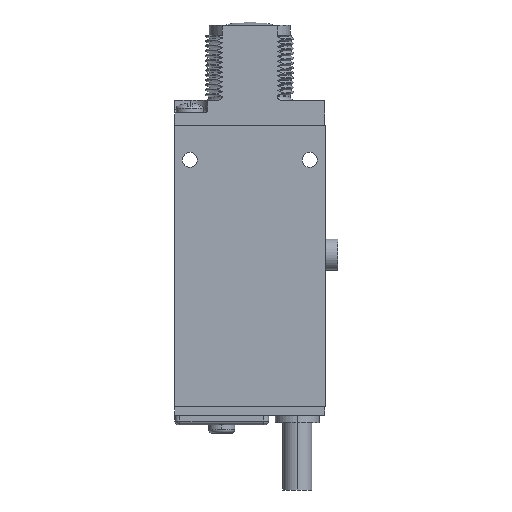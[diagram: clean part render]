
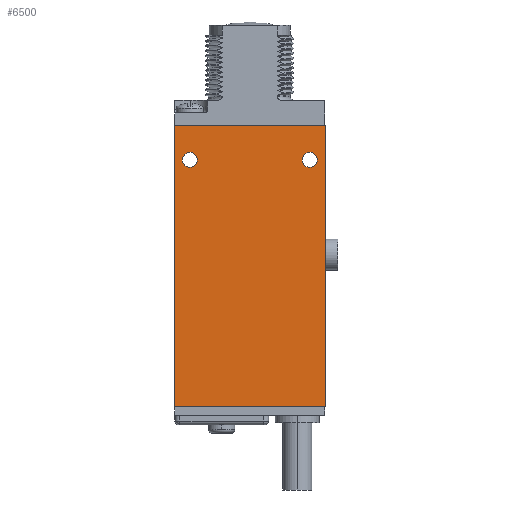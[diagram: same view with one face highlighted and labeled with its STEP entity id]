
A CAD part, left-side view. The second image highlights one B-rep face of the part: STEP entity #6500.
In plain terms, the highlighted planar face has unit normal (-1, 0, 0).
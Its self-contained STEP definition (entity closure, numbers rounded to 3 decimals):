
#1=DIRECTION('',(0.,0.,-1.));
#2=VECTOR('',#1,57.15);
#3=CARTESIAN_POINT('',(-6.096,0.,0.));
#4=LINE('',#3,#2);
#5=DIRECTION('',(0.,1.,0.));
#6=VECTOR('',#5,30.734);
#7=CARTESIAN_POINT('',(-6.096,0.,-57.15));
#8=LINE('',#7,#6);
#9=DIRECTION('',(0.,0.,1.));
#10=VECTOR('',#9,57.15);
#11=CARTESIAN_POINT('',(-6.096,30.734,-57.15));
#12=LINE('',#11,#10);
#13=DIRECTION('',(0.,-1.,0.));
#14=VECTOR('',#13,30.734);
#15=CARTESIAN_POINT('',(-6.096,30.734,0.));
#16=LINE('',#15,#14);
#17=CARTESIAN_POINT('',(-6.096,27.559,-6.985));
#18=DIRECTION('',(1.,0.,0.));
#19=DIRECTION('',(0.,0.,-1.));
#20=AXIS2_PLACEMENT_3D('',#17,#18,#19);
#22=CARTESIAN_POINT('',(-6.096,27.559,-6.985));
#23=DIRECTION('',(1.,0.,0.));
#24=DIRECTION('',(0.,0.,1.));
#25=AXIS2_PLACEMENT_3D('',#22,#23,#24);
#27=CARTESIAN_POINT('',(-6.096,3.175,-6.985));
#28=DIRECTION('',(1.,0.,0.));
#29=DIRECTION('',(0.,0.,-1.));
#30=AXIS2_PLACEMENT_3D('',#27,#28,#29);
#32=CARTESIAN_POINT('',(-6.096,3.175,-6.985));
#33=DIRECTION('',(1.,0.,0.));
#34=DIRECTION('',(0.,0.,1.));
#35=AXIS2_PLACEMENT_3D('',#32,#33,#34);
#5765=CARTESIAN_POINT('',(-6.096,0.,0.));
#5766=CARTESIAN_POINT('',(-6.096,0.,-57.15));
#5767=VERTEX_POINT('',#5765);
#5768=VERTEX_POINT('',#5766);
#5769=CARTESIAN_POINT('',(-6.096,30.734,-57.15));
#5770=VERTEX_POINT('',#5769);
#5771=CARTESIAN_POINT('',(-6.096,30.734,0.));
#5772=VERTEX_POINT('',#5771);
#5789=CARTESIAN_POINT('',(-6.096,27.559,-8.509));
#5790=CARTESIAN_POINT('',(-6.096,27.559,-5.461));
#5791=VERTEX_POINT('',#5789);
#5792=VERTEX_POINT('',#5790);
#5793=CARTESIAN_POINT('',(-6.096,3.175,-8.509));
#5794=CARTESIAN_POINT('',(-6.096,3.175,-5.461));
#5795=VERTEX_POINT('',#5793);
#5796=VERTEX_POINT('',#5794);
#6473=CARTESIAN_POINT('',(-6.096,0.,0.));
#6474=DIRECTION('',(1.,0.,0.));
#6475=DIRECTION('',(0.,0.,-1.));
#6476=AXIS2_PLACEMENT_3D('',#6473,#6474,#6475);
#6477=PLANE('',#6476);
#6479=ORIENTED_EDGE('',*,*,#6478,.T.);
#6481=ORIENTED_EDGE('',*,*,#6480,.T.);
#6483=ORIENTED_EDGE('',*,*,#6482,.T.);
#6485=ORIENTED_EDGE('',*,*,#6484,.T.);
#6486=EDGE_LOOP('',(#6479,#6481,#6483,#6485));
#6487=FACE_OUTER_BOUND('',#6486,.F.);
#6489=ORIENTED_EDGE('',*,*,#6488,.F.);
#6491=ORIENTED_EDGE('',*,*,#6490,.F.);
#6492=EDGE_LOOP('',(#6489,#6491));
#6493=FACE_BOUND('',#6492,.F.);
#6495=ORIENTED_EDGE('',*,*,#6494,.F.);
#6497=ORIENTED_EDGE('',*,*,#6496,.F.);
#6498=EDGE_LOOP('',(#6495,#6497));
#6499=FACE_BOUND('',#6498,.F.);
#6500=ADVANCED_FACE('',(#6487,#6493,#6499),#6477,.F.);
#21=CIRCLE('',#20,1.524);
#26=CIRCLE('',#25,1.524);
#31=CIRCLE('',#30,1.524);
#36=CIRCLE('',#35,1.524);
#6478=EDGE_CURVE('',#5767,#5768,#4,.T.);
#6480=EDGE_CURVE('',#5768,#5770,#8,.T.);
#6482=EDGE_CURVE('',#5770,#5772,#12,.T.);
#6484=EDGE_CURVE('',#5772,#5767,#16,.T.);
#6488=EDGE_CURVE('',#5791,#5792,#21,.T.);
#6490=EDGE_CURVE('',#5792,#5791,#26,.T.);
#6494=EDGE_CURVE('',#5795,#5796,#31,.T.);
#6496=EDGE_CURVE('',#5796,#5795,#36,.T.);
